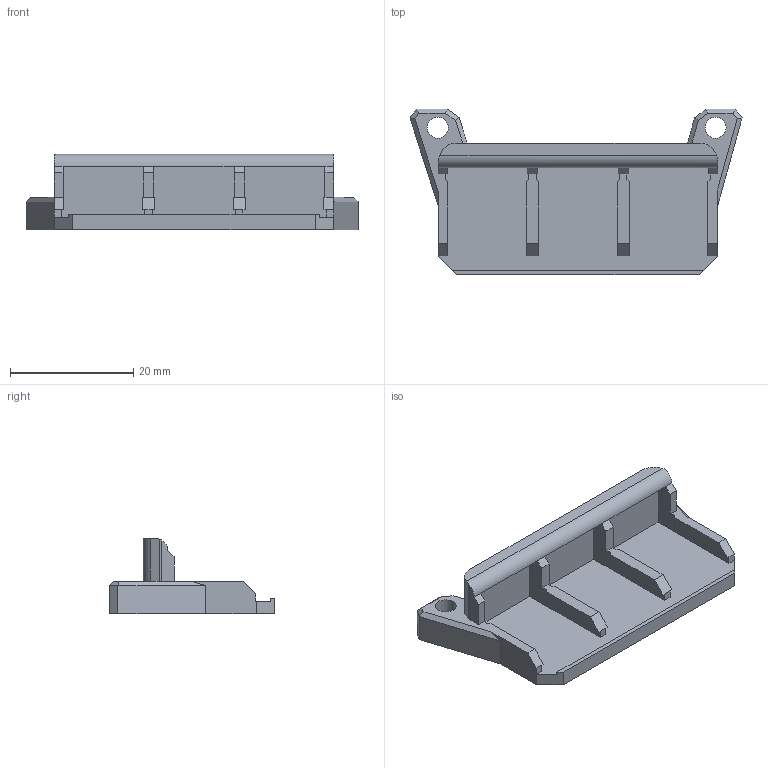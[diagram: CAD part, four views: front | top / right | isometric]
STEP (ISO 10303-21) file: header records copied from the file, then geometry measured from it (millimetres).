
FILE_DESCRIPTION(/* description */ (''),/* implementation_level */ '2;1');
FILE_NAME(/* name */ 'Triple_WAGO_221-412_Holder.step',/* time_stamp */ '2022-01-10T17:18:34+01:00',/* author */ (''),/* organization */ (''),/* preprocessor_version */ 'ST-DEVELOPER v18.1',/* originating_system */ 'Autodesk Translation Framework v10.10.0.1391',/* authorisation */ '');
FILE_SCHEMA (('AUTOMOTIVE_DESIGN { 1 0 10303 214 3 1 1 }'));
Length unit declared in the file: millimetre
Products named in the file (1): Triple_WAGO_221-412_Holder
Bounding box: 53.78 x 26.87 x 12.2 mm (x, y, z)
Volume: 3831.5 mm3; surface area: 4302.5 mm2
Topology: 1 solids, 1 shells, 108 faces, 293 edges, 187 vertices
Faces by surface type: plane 102, cylinder 6
Full cylindrical faces by diameter (mm): 3.4 x2
Entity records: 3363 total; most frequent: CARTESIAN_POINT 599, ORIENTED_EDGE 586, DIRECTION 521, EDGE_CURVE 293, LINE 279, VECTOR 279, VERTEX_POINT 187, AXIS2_PLACEMENT_3D 121
